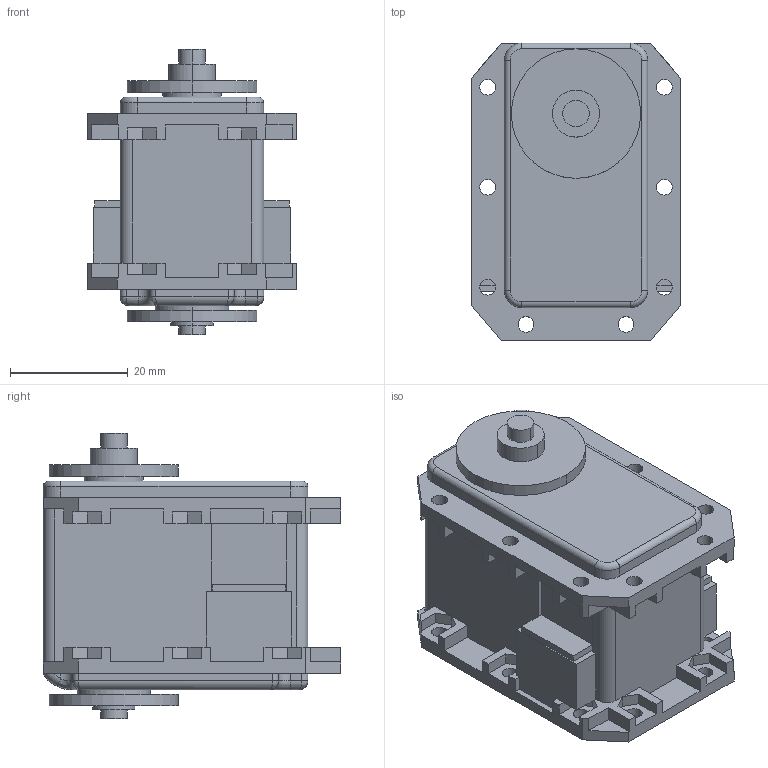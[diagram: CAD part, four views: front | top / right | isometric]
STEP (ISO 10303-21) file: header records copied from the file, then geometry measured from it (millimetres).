
FILE_DESCRIPTION((''),'2;1');
FILE_NAME('DC07_00A_DUMMY-H','2006-11-29T',('bono'),(''),'PRO/ENGINEER BY PARAMETRIC TECHNOLOGY CORPORATION, 2006170','PRO/ENGINEER BY PARAMETRIC TECHNOLOGY CORPORATION, 2006170','');
FILE_SCHEMA(('CONFIG_CONTROL_DESIGN'));
Length unit declared in the file: millimetre
Products named in the file (1): DC07_00A_DUMMY-H
Bounding box: 35.6 x 50.6 x 48.5 mm (x, y, z)
Volume: 45081.7 mm3; surface area: 12504.3 mm2
Topology: 1 solids, 1 shells, 348 faces, 940 edges, 606 vertices
Faces by surface type: plane 246, cylinder 84, torus 10, bspline 8
Entity records: 11357 total; most frequent: CARTESIAN_POINT 2469, ORIENTED_EDGE 1880, DIRECTION 1756, EDGE_CURVE 940, VECTOR 740, LINE 740, VERTEX_POINT 606, AXIS2_PLACEMENT_3D 508
